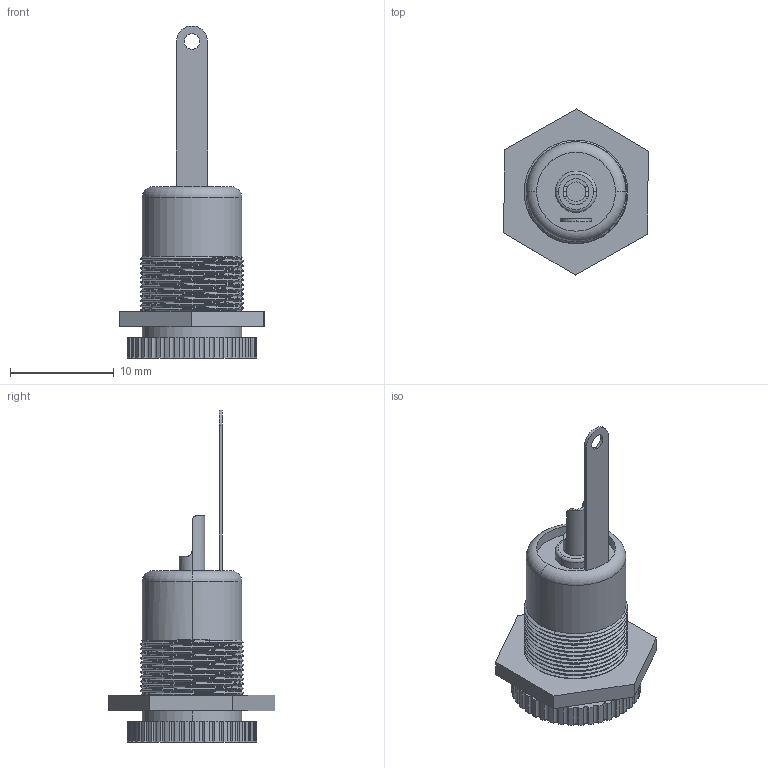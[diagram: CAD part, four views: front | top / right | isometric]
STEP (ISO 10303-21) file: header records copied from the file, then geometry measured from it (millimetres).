
FILE_DESCRIPTION (( 'STEP AP214' ), '1' );
FILE_NAME ('3-227_5.5x2.1.STEP', '2019-03-20T12:09:51', ( '' ), ( '' ), 'SwSTEP 2.0', 'SolidWorks 2018', '' );
FILE_SCHEMA (( 'AUTOMOTIVE_DESIGN' ));
Length unit declared in the file: millimetre
Products named in the file (3): Nut; Jack_5.5x2.1; 3-227_5.5x2.1
Assembly tree (2 placements, depth 2):
  3-227_5.5x2.1
    Jack_5.5x2.1
    Nut
Bounding box: 13.94 x 16 x 32 mm (x, y, z)
Volume: 1123.8 mm3; surface area: 1711 mm2
Topology: 2 solids, 2 shells, 199 faces, 544 edges, 356 vertices
Faces by surface type: cylinder 157, plane 27, bspline 6, torus 4, cone 3, sphere 2
Entity records: 8338 total; most frequent: CARTESIAN_POINT 3159, DIRECTION 1102, ORIENTED_EDGE 1088, EDGE_CURVE 544, AXIS2_PLACEMENT_3D 453, VERTEX_POINT 356, CIRCLE 255, EDGE_LOOP 210
